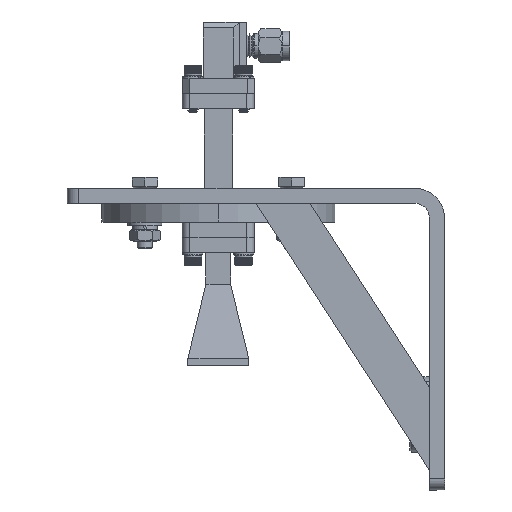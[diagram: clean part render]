
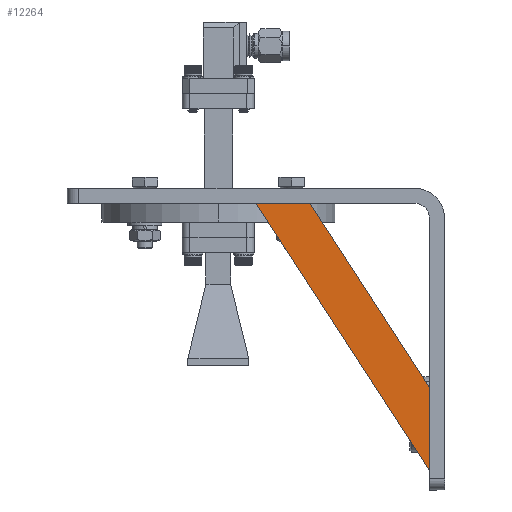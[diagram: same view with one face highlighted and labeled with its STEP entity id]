
A CAD part, left-side view. The second image highlights one B-rep face of the part: STEP entity #12264.
In plain terms, the highlighted planar face has unit normal (-1, 0, 0).
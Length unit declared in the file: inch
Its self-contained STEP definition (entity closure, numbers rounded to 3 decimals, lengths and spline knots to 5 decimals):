
#3715 = VECTOR ( 'NONE', #52998, 39.37008 ) ;
#4648 = CARTESIAN_POINT ( 'NONE',  ( 0., 0., 0. ) ) ;
#4766 = CARTESIAN_POINT ( 'NONE',  ( 0., 1.24803, 0. ) ) ;
#6615 = CARTESIAN_POINT ( 'NONE',  ( 0., 0., 0. ) ) ;
#7150 = CARTESIAN_POINT ( 'NONE',  ( 0., 0., -1.9252 ) ) ;
#7217 = VECTOR ( 'NONE', #45216, 39.37008 ) ;
#10851 = FACE_OUTER_BOUND ( 'NONE', #43861, .T. ) ;
#12264 = ADVANCED_FACE ( 'NONE', ( #10851 ), #32411, .F. ) ;
#13464 = EDGE_CURVE ( 'NONE', #45090, #37457, #28422, .T. ) ;
#14301 = CARTESIAN_POINT ( 'NONE',  ( 0., 1.81106, 0. ) ) ;
#19089 = EDGE_CURVE ( 'NONE', #37457, #26804, #31210, .T. ) ;
#19138 = ORIENTED_EDGE ( 'NONE', *, *, #33002, .F. ) ;
#21619 = AXIS2_PLACEMENT_3D ( 'NONE', #6615, #32134, #28134 ) ;
#21719 = ORIENTED_EDGE ( 'NONE', *, *, #37307, .F. ) ;
#22422 = CARTESIAN_POINT ( 'NONE',  ( 0., 0., -2.79371 ) ) ;
#23352 = VECTOR ( 'NONE', #31495, 39.37008 ) ;
#24523 = ORIENTED_EDGE ( 'NONE', *, *, #19089, .F. ) ;
#26804 = VERTEX_POINT ( 'NONE', #14301 ) ;
#27292 = CARTESIAN_POINT ( 'NONE',  ( 0., 0., 0. ) ) ;
#27367 = LINE ( 'NONE', #4766, #3715 ) ;
#27572 = ORIENTED_EDGE ( 'NONE', *, *, #13464, .F. ) ;
#28097 = CARTESIAN_POINT ( 'NONE',  ( 0., 0., -2.79371 ) ) ;
#28134 = DIRECTION ( 'NONE',  ( 0., 0., -1. ) ) ;
#28422 = LINE ( 'NONE', #27292, #7217 ) ;
#31210 = LINE ( 'NONE', #22422, #23352 ) ;
#31495 = DIRECTION ( 'NONE',  ( 0., 0.544, 0.839 ) ) ;
#32134 = DIRECTION ( 'NONE',  ( 1., 0., 0. ) ) ;
#32411 = PLANE ( 'NONE',  #21619 ) ;
#33002 = EDGE_CURVE ( 'NONE', #39221, #45090, #27367, .T. ) ;
#34001 = CARTESIAN_POINT ( 'NONE',  ( 0., 1.24803, 0. ) ) ;
#37307 = EDGE_CURVE ( 'NONE', #26804, #39221, #39801, .T. ) ;
#37457 = VERTEX_POINT ( 'NONE', #28097 ) ;
#39221 = VERTEX_POINT ( 'NONE', #34001 ) ;
#39801 = LINE ( 'NONE', #4648, #43660 ) ;
#43660 = VECTOR ( 'NONE', #43775, 39.37008 ) ;
#43775 = DIRECTION ( 'NONE',  ( 0., -1., 0. ) ) ;
#43861 = EDGE_LOOP ( 'NONE', ( #24523, #27572, #19138, #21719 ) ) ;
#45090 = VERTEX_POINT ( 'NONE', #7150 ) ;
#45216 = DIRECTION ( 'NONE',  ( 0., 0., -1. ) ) ;
#52998 = DIRECTION ( 'NONE',  ( 0., -0.544, -0.839 ) ) ;
